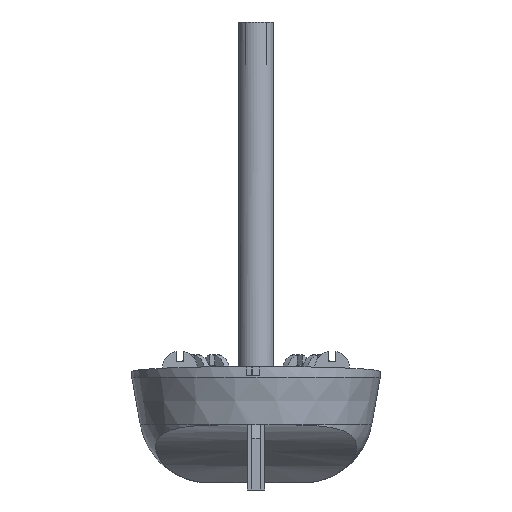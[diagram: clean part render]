
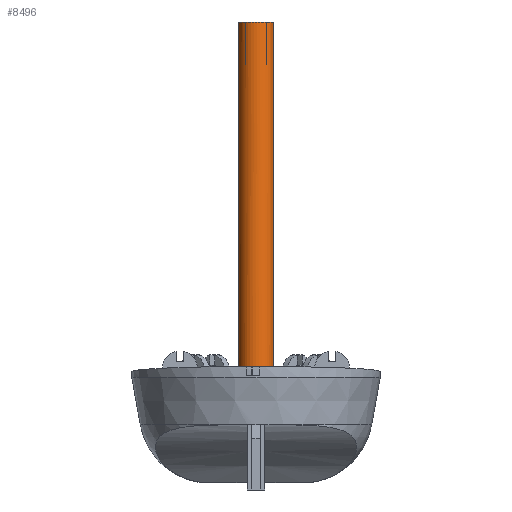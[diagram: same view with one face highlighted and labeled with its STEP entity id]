
A CAD part, left-side view. The second image highlights one B-rep face of the part: STEP entity #8496.
In plain terms, the highlighted cylindrical face has radius 10 mm (diameter 20 mm), a full revolution.
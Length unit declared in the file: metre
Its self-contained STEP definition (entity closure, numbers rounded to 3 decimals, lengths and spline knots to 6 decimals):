
#41=CYLINDRICAL_SURFACE('',#9023,0.01);
#111=CIRCLE('',#8968,0.01);
#125=CIRCLE('',#8994,0.01);
#126=CIRCLE('',#8997,0.01);
#128=CIRCLE('',#9005,0.01);
#131=CIRCLE('',#9024,0.01);
#606=ORIENTED_EDGE('',*,*,#2938,.F.);
#607=ORIENTED_EDGE('',*,*,#3024,.T.);
#608=ORIENTED_EDGE('',*,*,#2930,.F.);
#609=ORIENTED_EDGE('',*,*,#3025,.F.);
#610=ORIENTED_EDGE('',*,*,#2852,.F.);
#611=ORIENTED_EDGE('',*,*,#3026,.T.);
#612=ORIENTED_EDGE('',*,*,#3027,.F.);
#613=ORIENTED_EDGE('',*,*,#2978,.F.);
#614=ORIENTED_EDGE('',*,*,#2970,.T.);
#2852=EDGE_CURVE('',#4081,#4077,#111,.F.);
#2930=EDGE_CURVE('',#4149,#4150,#125,.T.);
#2938=EDGE_CURVE('',#4157,#4158,#126,.T.);
#2970=EDGE_CURVE('',#4187,#4077,#4996,.F.);
#2978=EDGE_CURVE('',#4187,#4191,#128,.F.);
#3024=EDGE_CURVE('',#4157,#4150,#5047,.T.);
#3025=EDGE_CURVE('',#4158,#4149,#5048,.T.);
#3026=EDGE_CURVE('',#4081,#4221,#5049,.T.);
#3027=EDGE_CURVE('',#4191,#4221,#131,.F.);
#4077=VERTEX_POINT('',#12138);
#4081=VERTEX_POINT('',#12146);
#4149=VERTEX_POINT('',#12305);
#4150=VERTEX_POINT('',#12306);
#4157=VERTEX_POINT('',#12323);
#4158=VERTEX_POINT('',#12324);
#4187=VERTEX_POINT('',#12389);
#4191=VERTEX_POINT('',#12398);
#4221=VERTEX_POINT('',#12497);
#4996=LINE('',#12388,#6099);
#5047=LINE('',#12494,#6150);
#5048=LINE('',#12495,#6151);
#5049=LINE('',#12496,#6152);
#6099=VECTOR('',#9915,1.);
#6150=VECTOR('',#10008,1.);
#6151=VECTOR('',#10009,1.);
#6152=VECTOR('',#10010,1.);
#7027=EDGE_LOOP('',(#606,#607,#608,#609));
#7028=EDGE_LOOP('',(#610,#611,#612,#613,#614));
#7559=FACE_BOUND('',#7027,.T.);
#7560=FACE_BOUND('',#7028,.T.);
#8496=ADVANCED_FACE('',(#7559,#7560),#41,.T.);
#8968=AXIS2_PLACEMENT_3D('',#12147,#9744,#9745);
#8994=AXIS2_PLACEMENT_3D('',#12304,#9860,#9861);
#8997=AXIS2_PLACEMENT_3D('',#12322,#9873,#9874);
#9005=AXIS2_PLACEMENT_3D('',#12404,#9927,#9928);
#9023=AXIS2_PLACEMENT_3D('',#12493,#10006,#10007);
#9024=AXIS2_PLACEMENT_3D('',#12498,#10011,#10012);
#9744=DIRECTION('',(0.,0.,1.));
#9745=DIRECTION('',(1.,0.,0.));
#9860=DIRECTION('',(0.,0.,1.));
#9861=DIRECTION('',(1.,0.,0.));
#9873=DIRECTION('',(0.,0.,1.));
#9874=DIRECTION('',(1.,0.,0.));
#9915=DIRECTION('',(0.,0.,-1.));
#9927=DIRECTION('',(0.,0.,1.));
#9928=DIRECTION('',(1.,0.,0.));
#10006=DIRECTION('',(0.,0.,-1.));
#10007=DIRECTION('',(-1.,0.,0.));
#10008=DIRECTION('',(0.,0.,1.));
#10009=DIRECTION('',(0.,0.,1.));
#10010=DIRECTION('',(0.,0.,-1.));
#10011=DIRECTION('',(0.,0.,1.));
#10012=DIRECTION('',(1.,0.,0.));
#12138=CARTESIAN_POINT('',(-0.05,0.01,0.06));
#12146=CARTESIAN_POINT('',(-0.05,-0.01,0.06));
#12147=CARTESIAN_POINT('',(-0.05,0.,0.06));
#12304=CARTESIAN_POINT('',(-0.05,0.,0.262));
#12305=CARTESIAN_POINT('',(-0.042076,0.0061,0.262));
#12306=CARTESIAN_POINT('',(-0.042076,-0.0061,0.262));
#12322=CARTESIAN_POINT('',(-0.05,0.,0.25));
#12323=CARTESIAN_POINT('',(-0.042076,-0.0061,0.25));
#12324=CARTESIAN_POINT('',(-0.042076,0.0061,0.25));
#12388=CARTESIAN_POINT('',(-0.05,0.01,0.25));
#12389=CARTESIAN_POINT('',(-0.05,0.01,0.058));
#12398=CARTESIAN_POINT('',(-0.04,0.,0.058));
#12404=CARTESIAN_POINT('',(-0.05,0.,0.058));
#12493=CARTESIAN_POINT('',(-0.05,0.,0.25));
#12494=CARTESIAN_POINT('',(-0.042076,-0.0061,0.249998));
#12495=CARTESIAN_POINT('',(-0.042076,0.0061,0.249998));
#12496=CARTESIAN_POINT('',(-0.05,-0.01,0.25));
#12497=CARTESIAN_POINT('',(-0.05,-0.01,0.058));
#12498=CARTESIAN_POINT('',(-0.05,0.,0.058));
